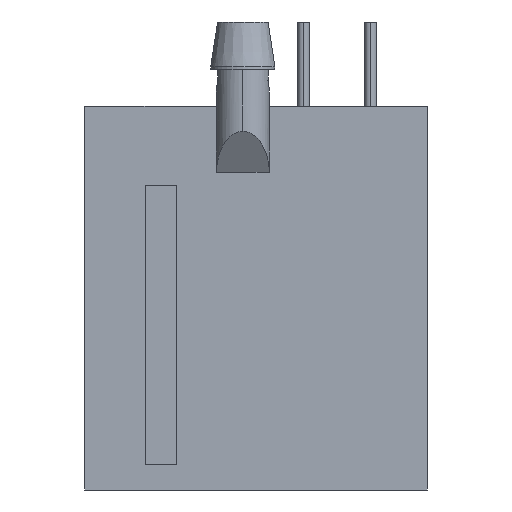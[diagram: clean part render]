
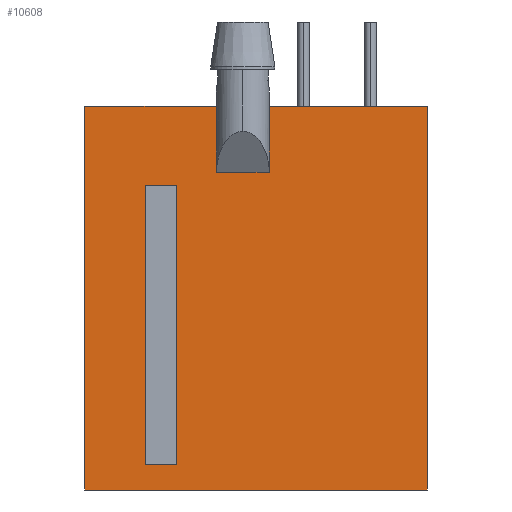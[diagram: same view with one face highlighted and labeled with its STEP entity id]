
A CAD part, left-side view. The second image highlights one B-rep face of the part: STEP entity #10608.
In plain terms, the highlighted planar face has unit normal (-1, 0, 0).
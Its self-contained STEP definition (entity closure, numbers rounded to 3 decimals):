
#1=DIRECTION('',(0.,0.,-1.));
#2=VECTOR('',#1,14.55);
#3=CARTESIAN_POINT('',(-6.,0.,7.275));
#4=LINE('',#3,#2);
#733=DIRECTION('',(0.,1.,0.));
#734=VECTOR('',#733,6.);
#735=CARTESIAN_POINT('',(-6.,0.,7.275));
#736=LINE('',#735,#734);
#747=DIRECTION('',(0.,1.,0.));
#748=VECTOR('',#747,5.);
#749=CARTESIAN_POINT('',(-6.,8.,7.275));
#750=LINE('',#749,#748);
#1075=DIRECTION('',(0.,0.,-1.));
#1076=VECTOR('',#1075,14.55);
#1077=CARTESIAN_POINT('',(-6.,13.,7.275));
#1078=LINE('',#1077,#1076);
#1183=DIRECTION('',(0.,-1.,0.));
#1184=VECTOR('',#1183,1.2);
#1185=CARTESIAN_POINT('',(-6.,10.7,-6.325));
#1186=LINE('',#1185,#1184);
#1187=DIRECTION('',(0.,0.,1.));
#1188=VECTOR('',#1187,10.6);
#1189=CARTESIAN_POINT('',(-6.,9.5,-6.325));
#1190=LINE('',#1189,#1188);
#1191=DIRECTION('',(0.,1.,0.));
#1192=VECTOR('',#1191,1.2);
#1193=CARTESIAN_POINT('',(-6.,9.5,4.275));
#1194=LINE('',#1193,#1192);
#1195=DIRECTION('',(0.,0.,-1.));
#1196=VECTOR('',#1195,10.6);
#1197=CARTESIAN_POINT('',(-6.,10.7,4.275));
#1198=LINE('',#1197,#1196);
#1199=DIRECTION('',(0.,0.,1.));
#1200=VECTOR('',#1199,2.5);
#1201=CARTESIAN_POINT('',(-6.,6.,4.775));
#1202=LINE('',#1201,#1200);
#1203=DIRECTION('',(0.,0.,1.));
#1204=VECTOR('',#1203,2.5);
#1205=CARTESIAN_POINT('',(-6.,8.,4.775));
#1206=LINE('',#1205,#1204);
#1207=DIRECTION('',(0.,1.,0.));
#1208=VECTOR('',#1207,2.);
#1209=CARTESIAN_POINT('',(-6.,6.,4.775));
#1210=LINE('',#1209,#1208);
#1251=CARTESIAN_POINT('',(-6.,6.,4.775));
#1279=CARTESIAN_POINT('',(-6.,8.,4.775));
#1461=DIRECTION('',(0.,1.,0.));
#1462=VECTOR('',#1461,13.);
#1463=CARTESIAN_POINT('',(-6.,0.,-7.275));
#1464=LINE('',#1463,#1462);
#8755=CARTESIAN_POINT('',(-6.,0.,7.275));
#8756=CARTESIAN_POINT('',(-6.,0.,-7.275));
#8757=VERTEX_POINT('',#8755);
#8758=VERTEX_POINT('',#8756);
#8759=CARTESIAN_POINT('',(-6.,13.,7.275));
#8760=CARTESIAN_POINT('',(-6.,13.,-7.275));
#8761=VERTEX_POINT('',#8759);
#8762=VERTEX_POINT('',#8760);
#8771=CARTESIAN_POINT('',(-6.,10.7,-6.325));
#8772=CARTESIAN_POINT('',(-6.,9.5,-6.325));
#8773=VERTEX_POINT('',#8771);
#8774=VERTEX_POINT('',#8772);
#8775=CARTESIAN_POINT('',(-6.,9.5,4.275));
#8776=VERTEX_POINT('',#8775);
#8777=CARTESIAN_POINT('',(-6.,10.7,4.275));
#8778=VERTEX_POINT('',#8777);
#8991=CARTESIAN_POINT('',(-6.,6.,7.275));
#8992=VERTEX_POINT('',#8991);
#8993=CARTESIAN_POINT('',(-6.,8.,7.275));
#8994=VERTEX_POINT('',#8993);
#8996=VERTEX_POINT('',#1251);
#8997=VERTEX_POINT('',#1279);
#10579=CARTESIAN_POINT('',(-6.,0.,0.));
#10580=DIRECTION('',(1.,0.,0.));
#10581=DIRECTION('',(0.,1.,0.));
#10582=AXIS2_PLACEMENT_3D('',#10579,#10580,#10581);
#10583=PLANE('',#10582);
#10585=ORIENTED_EDGE('',*,*,#10584,.T.);
#10586=ORIENTED_EDGE('',*,*,#10141,.F.);
#10587=ORIENTED_EDGE('',*,*,#9006,.T.);
#10589=ORIENTED_EDGE('',*,*,#10588,.T.);
#10590=ORIENTED_EDGE('',*,*,#10524,.F.);
#10591=ORIENTED_EDGE('',*,*,#10147,.F.);
#10593=ORIENTED_EDGE('',*,*,#10592,.F.);
#10595=ORIENTED_EDGE('',*,*,#10594,.F.);
#10596=EDGE_LOOP('',(#10585,#10586,#10587,#10589,#10590,#10591,#10593,#10595));
#10597=FACE_OUTER_BOUND('',#10596,.F.);
#10599=ORIENTED_EDGE('',*,*,#10598,.T.);
#10601=ORIENTED_EDGE('',*,*,#10600,.T.);
#10603=ORIENTED_EDGE('',*,*,#10602,.T.);
#10605=ORIENTED_EDGE('',*,*,#10604,.T.);
#10606=EDGE_LOOP('',(#10599,#10601,#10603,#10605));
#10607=FACE_BOUND('',#10606,.F.);
#9006=EDGE_CURVE('',#8757,#8758,#4,.T.);
#10141=EDGE_CURVE('',#8757,#8992,#736,.T.);
#10147=EDGE_CURVE('',#8994,#8761,#750,.T.);
#10524=EDGE_CURVE('',#8761,#8762,#1078,.T.);
#10584=EDGE_CURVE('',#8996,#8992,#1202,.T.);
#10588=EDGE_CURVE('',#8758,#8762,#1464,.T.);
#10592=EDGE_CURVE('',#8997,#8994,#1206,.T.);
#10594=EDGE_CURVE('',#8996,#8997,#1210,.T.);
#10598=EDGE_CURVE('',#8773,#8774,#1186,.T.);
#10600=EDGE_CURVE('',#8774,#8776,#1190,.T.);
#10602=EDGE_CURVE('',#8776,#8778,#1194,.T.);
#10604=EDGE_CURVE('',#8778,#8773,#1198,.T.);
#10608=ADVANCED_FACE('',(#10597,#10607),#10583,.F.);
